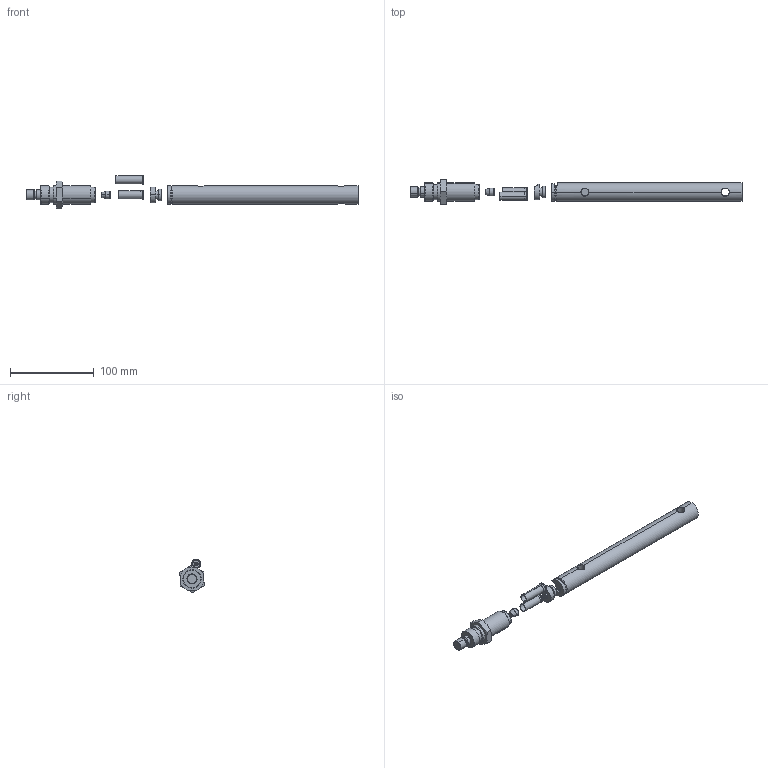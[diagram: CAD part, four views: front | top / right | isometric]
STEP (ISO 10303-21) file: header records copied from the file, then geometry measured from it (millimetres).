
FILE_DESCRIPTION (( 'STEP AP214' ), '1' );
FILE_NAME ('OS-2325 - POS-149.STEP', '2019-08-16T14:21:27', ( '' ), ( '' ), 'SwSTEP 2.0', 'SolidWorks 2019', '' );
FILE_SCHEMA (( 'AUTOMOTIVE_DESIGN' ));
Length unit declared in the file: millimetre
Products named in the file (20): OS-2325 - POS-149; OS-2325 - POS-126 ; OS-2325 - POS-140; OS-2325 - POS-143; OS-2325 - POS-127; OS-2325 - POS-142; OS-2325 - POS-144; OS-2325 - POS-148; OS-2325 - POS-128 ; OS-2325 - POS-141; OS-2325 - POS-170 
Assembly tree (10 placements, depth 3):
  OS-2325 - POS-149
    OS-2325 - POS-140
      OS-2325 - POS-143
      OS-2325 - POS-141
      OS-2325 - POS-142
      OS-2325 - POS-144
    OS-2325 - POS-170 
    OS-2325 - POS-128 
    OS-2325 - POS-126 
    OS-2325 - POS-127
    OS-2325 - POS-148
  OS-2325 - POS-126 
  OS-2325 - POS-142
  OS-2325 - POS-144
  OS-2325 - POS-148
Bounding box: 397.38 x 28.88 x 40.05 mm (x, y, z)
Volume: 110375.7 mm3; surface area: 36557.3 mm2
Topology: 9 solids, 9 shells, 194 faces, 438 edges, 269 vertices
Faces by surface type: cylinder 74, plane 57, cone 35, torus 28
Entity records: 6672 total; most frequent: CARTESIAN_POINT 1402, DIRECTION 1027, ORIENTED_EDGE 872, AXIS2_PLACEMENT_3D 436, EDGE_CURVE 436, VERTEX_POINT 269, CIRCLE 227, EDGE_LOOP 221
